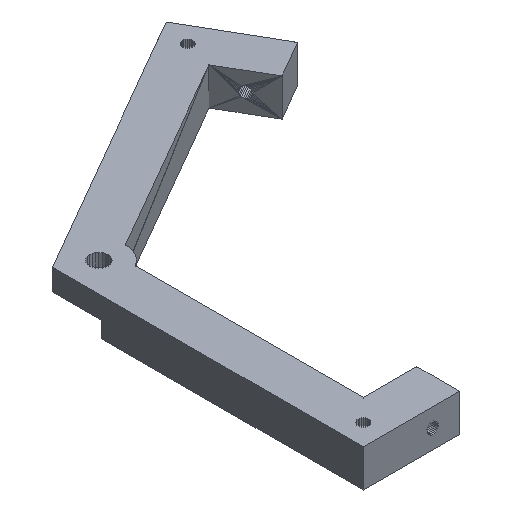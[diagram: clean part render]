
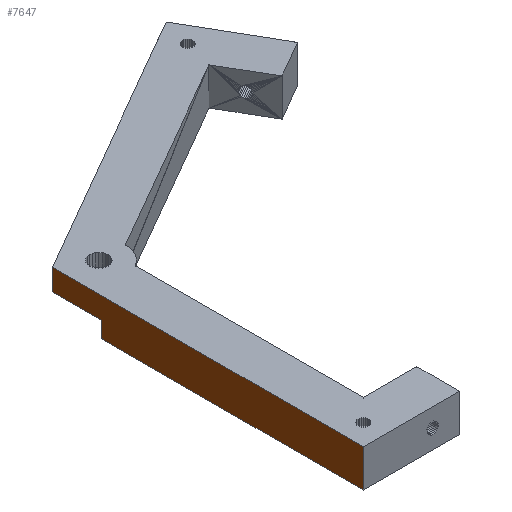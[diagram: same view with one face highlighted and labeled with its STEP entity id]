
A CAD part, isometric view. The second image highlights one B-rep face of the part: STEP entity #7647.
In plain terms, the highlighted planar face has unit normal (-1, 0, 0).
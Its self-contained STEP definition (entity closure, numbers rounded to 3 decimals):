
#21 = EDGE_CURVE('',#22,#24,#26,.T.);
#22 = VERTEX_POINT('',#23);
#23 = CARTESIAN_POINT('',(-1.288,-217.571,-4.));
#24 = VERTEX_POINT('',#25);
#25 = CARTESIAN_POINT('',(-1.288,-217.571,-11.));
#26 = SURFACE_CURVE('',#27,(#31,#43),.PCURVE_S1.);
#27 = LINE('',#28,#29);
#28 = CARTESIAN_POINT('',(-1.288,-217.571,-4.));
#29 = VECTOR('',#30,1.);
#30 = DIRECTION('',(0.,0.,-1.));
#31 = PCURVE('',#32,#37);
#32 = PLANE('',#33);
#33 = AXIS2_PLACEMENT_3D('',#34,#35,#36);
#34 = CARTESIAN_POINT('',(7.712,-217.571,-7.5));
#35 = DIRECTION('',(-0.,-1.,-0.));
#36 = DIRECTION('',(0.,0.,-1.));
#37 = DEFINITIONAL_REPRESENTATION('',(#38),#42);
#38 = LINE('',#39,#40);
#39 = CARTESIAN_POINT('',(-3.5,-9.));
#40 = VECTOR('',#41,1.);
#41 = DIRECTION('',(1.,0.));
#42 = ( GEOMETRIC_REPRESENTATION_CONTEXT(2) 
PARAMETRIC_REPRESENTATION_CONTEXT() REPRESENTATION_CONTEXT('2D SPACE',''
  ) );
#43 = PCURVE('',#44,#49);
#44 = PLANE('',#45);
#45 = AXIS2_PLACEMENT_3D('',#46,#47,#48);
#46 = CARTESIAN_POINT('',(-1.288,-188.694,
    -7.289));
#47 = DIRECTION('',(-1.,-0.,-0.));
#48 = DIRECTION('',(0.,0.,-1.));
#49 = DEFINITIONAL_REPRESENTATION('',(#50),#54);
#50 = LINE('',#51,#52);
#51 = CARTESIAN_POINT('',(-3.289,28.877));
#52 = VECTOR('',#53,1.);
#53 = DIRECTION('',(1.,0.));
#54 = ( GEOMETRIC_REPRESENTATION_CONTEXT(2) 
PARAMETRIC_REPRESENTATION_CONTEXT() REPRESENTATION_CONTEXT('2D SPACE',''
  ) );
#72 = PLANE('',#73);
#73 = AXIS2_PLACEMENT_3D('',#74,#75,#76);
#74 = CARTESIAN_POINT('',(4.652,-196.131,-11.));
#75 = DIRECTION('',(-0.,-0.,-1.));
#76 = DIRECTION('',(-1.,0.,0.));
#126 = PLANE('',#127);
#127 = AXIS2_PLACEMENT_3D('',#128,#129,#130);
#128 = CARTESIAN_POINT('',(18.303,-170.706,-4.));
#129 = DIRECTION('',(0.,0.,1.));
#130 = DIRECTION('',(1.,0.,-0.));
#1148 = VERTEX_POINT('',#1149);
#1149 = CARTESIAN_POINT('',(-1.288,-159.396,-4.));
#1163 = PLANE('',#1164);
#1164 = AXIS2_PLACEMENT_3D('',#1165,#1166,#1167);
#1165 = CARTESIAN_POINT('',(22.17,-145.852,-6.));
#1166 = DIRECTION('',(-0.5,0.866,0.)
  );
#1167 = DIRECTION('',(0.866,0.5,0.));
#1175 = EDGE_CURVE('',#1148,#22,#1176,.T.);
#1176 = SURFACE_CURVE('',#1177,(#1181,#1188),.PCURVE_S1.);
#1177 = LINE('',#1178,#1179);
#1178 = CARTESIAN_POINT('',(-1.288,-159.396,-4.));
#1179 = VECTOR('',#1180,1.);
#1180 = DIRECTION('',(0.,-1.,0.));
#1181 = PCURVE('',#126,#1182);
#1182 = DEFINITIONAL_REPRESENTATION('',(#1183),#1187);
#1183 = LINE('',#1184,#1185);
#1184 = CARTESIAN_POINT('',(-19.591,11.311));
#1185 = VECTOR('',#1186,1.);
#1186 = DIRECTION('',(0.,-1.));
#1187 = ( GEOMETRIC_REPRESENTATION_CONTEXT(2) 
PARAMETRIC_REPRESENTATION_CONTEXT() REPRESENTATION_CONTEXT('2D SPACE',''
  ) );
#1188 = PCURVE('',#44,#1189);
#1189 = DEFINITIONAL_REPRESENTATION('',(#1190),#1194);
#1190 = LINE('',#1191,#1192);
#1191 = CARTESIAN_POINT('',(-3.289,-29.299));
#1192 = VECTOR('',#1193,1.);
#1193 = DIRECTION('',(0.,1.));
#1194 = ( GEOMETRIC_REPRESENTATION_CONTEXT(2) 
PARAMETRIC_REPRESENTATION_CONTEXT() REPRESENTATION_CONTEXT('2D SPACE',''
  ) );
#7621 = PLANE('',#7622);
#7622 = AXIS2_PLACEMENT_3D('',#7623,#7624,#7625);
#7623 = CARTESIAN_POINT('',(2.712,-168.571,-9.5));
#7624 = DIRECTION('',(0.,1.,0.));
#7625 = DIRECTION('',(0.,-0.,1.));
#7647 = ADVANCED_FACE('',(#7648),#44,.T.);
#7648 = FACE_BOUND('',#7649,.T.);
#7649 = EDGE_LOOP('',(#7650,#7651,#7652,#7675,#7691,#7714));
#7650 = ORIENTED_EDGE('',*,*,#21,.F.);
#7651 = ORIENTED_EDGE('',*,*,#1175,.F.);
#7652 = ORIENTED_EDGE('',*,*,#7653,.T.);
#7653 = EDGE_CURVE('',#1148,#7654,#7656,.T.);
#7654 = VERTEX_POINT('',#7655);
#7655 = CARTESIAN_POINT('',(-1.288,-159.396,-8.));
#7656 = SURFACE_CURVE('',#7657,(#7661,#7668),.PCURVE_S1.);
#7657 = LINE('',#7658,#7659);
#7658 = CARTESIAN_POINT('',(-1.288,-159.396,-4.));
#7659 = VECTOR('',#7660,1.);
#7660 = DIRECTION('',(0.,0.,-1.));
#7661 = PCURVE('',#44,#7662);
#7662 = DEFINITIONAL_REPRESENTATION('',(#7663),#7667);
#7663 = LINE('',#7664,#7665);
#7664 = CARTESIAN_POINT('',(-3.289,-29.299));
#7665 = VECTOR('',#7666,1.);
#7666 = DIRECTION('',(1.,0.));
#7667 = ( GEOMETRIC_REPRESENTATION_CONTEXT(2) 
PARAMETRIC_REPRESENTATION_CONTEXT() REPRESENTATION_CONTEXT('2D SPACE',''
  ) );
#7668 = PCURVE('',#1163,#7669);
#7669 = DEFINITIONAL_REPRESENTATION('',(#7670),#7674);
#7670 = LINE('',#7671,#7672);
#7671 = CARTESIAN_POINT('',(-27.088,-2.));
#7672 = VECTOR('',#7673,1.);
#7673 = DIRECTION('',(0.,1.));
#7674 = ( GEOMETRIC_REPRESENTATION_CONTEXT(2) 
PARAMETRIC_REPRESENTATION_CONTEXT() REPRESENTATION_CONTEXT('2D SPACE',''
  ) );
#7675 = ORIENTED_EDGE('',*,*,#7676,.T.);
#7676 = EDGE_CURVE('',#7654,#7677,#7679,.T.);
#7677 = VERTEX_POINT('',#7678);
#7678 = CARTESIAN_POINT('',(-1.288,-168.571,-8.));
#7679 = SURFACE_CURVE('',#7680,(#7684),.PCURVE_S1.);
#7680 = LINE('',#7681,#7682);
#7681 = CARTESIAN_POINT('',(-1.288,-159.396,-8.));
#7682 = VECTOR('',#7683,1.);
#7683 = DIRECTION('',(0.,-1.,0.));
#7684 = PCURVE('',#44,#7685);
#7685 = DEFINITIONAL_REPRESENTATION('',(#7686),#7690);
#7686 = LINE('',#7687,#7688);
#7687 = CARTESIAN_POINT('',(0.711,-29.299));
#7688 = VECTOR('',#7689,1.);
#7689 = DIRECTION('',(0.,1.));
#7690 = ( GEOMETRIC_REPRESENTATION_CONTEXT(2) 
PARAMETRIC_REPRESENTATION_CONTEXT() REPRESENTATION_CONTEXT('2D SPACE',''
  ) );
#7691 = ORIENTED_EDGE('',*,*,#7692,.T.);
#7692 = EDGE_CURVE('',#7677,#7693,#7695,.T.);
#7693 = VERTEX_POINT('',#7694);
#7694 = CARTESIAN_POINT('',(-1.288,-168.571,-11.));
#7695 = SURFACE_CURVE('',#7696,(#7700,#7707),.PCURVE_S1.);
#7696 = LINE('',#7697,#7698);
#7697 = CARTESIAN_POINT('',(-1.288,-168.571,-8.));
#7698 = VECTOR('',#7699,1.);
#7699 = DIRECTION('',(0.,0.,-1.));
#7700 = PCURVE('',#44,#7701);
#7701 = DEFINITIONAL_REPRESENTATION('',(#7702),#7706);
#7702 = LINE('',#7703,#7704);
#7703 = CARTESIAN_POINT('',(0.711,-20.123));
#7704 = VECTOR('',#7705,1.);
#7705 = DIRECTION('',(1.,0.));
#7706 = ( GEOMETRIC_REPRESENTATION_CONTEXT(2) 
PARAMETRIC_REPRESENTATION_CONTEXT() REPRESENTATION_CONTEXT('2D SPACE',''
  ) );
#7707 = PCURVE('',#7621,#7708);
#7708 = DEFINITIONAL_REPRESENTATION('',(#7709),#7713);
#7709 = LINE('',#7710,#7711);
#7710 = CARTESIAN_POINT('',(1.5,-4.));
#7711 = VECTOR('',#7712,1.);
#7712 = DIRECTION('',(-1.,0.));
#7713 = ( GEOMETRIC_REPRESENTATION_CONTEXT(2) 
PARAMETRIC_REPRESENTATION_CONTEXT() REPRESENTATION_CONTEXT('2D SPACE',''
  ) );
#7714 = ORIENTED_EDGE('',*,*,#7715,.T.);
#7715 = EDGE_CURVE('',#7693,#24,#7716,.T.);
#7716 = SURFACE_CURVE('',#7717,(#7721,#7728),.PCURVE_S1.);
#7717 = LINE('',#7718,#7719);
#7718 = CARTESIAN_POINT('',(-1.288,-168.571,-11.));
#7719 = VECTOR('',#7720,1.);
#7720 = DIRECTION('',(0.,-1.,0.));
#7721 = PCURVE('',#44,#7722);
#7722 = DEFINITIONAL_REPRESENTATION('',(#7723),#7727);
#7723 = LINE('',#7724,#7725);
#7724 = CARTESIAN_POINT('',(3.711,-20.123));
#7725 = VECTOR('',#7726,1.);
#7726 = DIRECTION('',(0.,1.));
#7727 = ( GEOMETRIC_REPRESENTATION_CONTEXT(2) 
PARAMETRIC_REPRESENTATION_CONTEXT() REPRESENTATION_CONTEXT('2D SPACE',''
  ) );
#7728 = PCURVE('',#72,#7729);
#7729 = DEFINITIONAL_REPRESENTATION('',(#7730),#7734);
#7730 = LINE('',#7731,#7732);
#7731 = CARTESIAN_POINT('',(5.94,27.56));
#7732 = VECTOR('',#7733,1.);
#7733 = DIRECTION('',(0.,-1.));
#7734 = ( GEOMETRIC_REPRESENTATION_CONTEXT(2) 
PARAMETRIC_REPRESENTATION_CONTEXT() REPRESENTATION_CONTEXT('2D SPACE',''
  ) );
